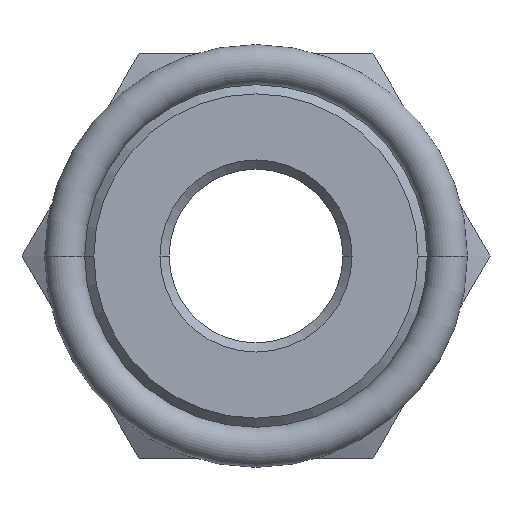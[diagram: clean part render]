
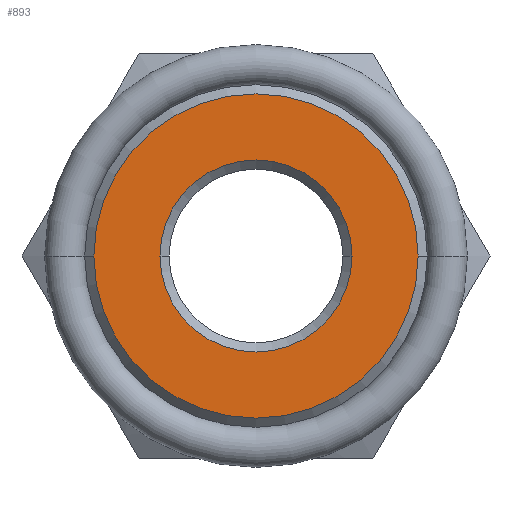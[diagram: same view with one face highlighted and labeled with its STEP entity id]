
A CAD part, front view. The second image highlights one B-rep face of the part: STEP entity #893.
In plain terms, the highlighted planar face has unit normal (0, -1, 0).
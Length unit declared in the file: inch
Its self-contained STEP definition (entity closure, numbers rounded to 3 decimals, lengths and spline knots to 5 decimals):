
#115=CARTESIAN_POINT('',(0.,0.,0.));
#116=DIRECTION('',(0.,-1.,0.));
#117=DIRECTION('',(1.,0.,0.));
#118=AXIS2_PLACEMENT_3D('',#115,#116,#117);
#124=CARTESIAN_POINT('',(0.,0.,0.));
#125=DIRECTION('',(0.,-1.,0.));
#126=DIRECTION('',(-1.,0.,0.));
#127=AXIS2_PLACEMENT_3D('',#124,#125,#126);
#132=CARTESIAN_POINT('',(0.,0.,0.));
#133=DIRECTION('',(0.,1.,0.));
#134=DIRECTION('',(1.,0.,0.));
#135=AXIS2_PLACEMENT_3D('',#132,#133,#134);
#140=CARTESIAN_POINT('',(0.,0.,0.));
#141=DIRECTION('',(0.,1.,0.));
#142=DIRECTION('',(-1.,0.,0.));
#143=AXIS2_PLACEMENT_3D('',#140,#141,#142);
#822=CARTESIAN_POINT('',(0.352,0.,0.));
#823=CARTESIAN_POINT('',(-0.352,0.,0.));
#824=VERTEX_POINT('',#822);
#825=VERTEX_POINT('',#823);
#830=CARTESIAN_POINT('',(0.2085,0.,0.));
#831=CARTESIAN_POINT('',(-0.2085,0.,0.));
#832=VERTEX_POINT('',#830);
#833=VERTEX_POINT('',#831);
#876=CARTESIAN_POINT('',(0.,0.,0.));
#877=DIRECTION('',(0.,1.,0.));
#878=DIRECTION('',(1.,0.,0.));
#879=AXIS2_PLACEMENT_3D('',#876,#877,#878);
#880=PLANE('',#879);
#882=ORIENTED_EDGE('',*,*,#881,.F.);
#884=ORIENTED_EDGE('',*,*,#883,.F.);
#885=EDGE_LOOP('',(#882,#884));
#886=FACE_OUTER_BOUND('',#885,.F.);
#888=ORIENTED_EDGE('',*,*,#887,.F.);
#890=ORIENTED_EDGE('',*,*,#889,.F.);
#891=EDGE_LOOP('',(#888,#890));
#892=FACE_BOUND('',#891,.F.);
#893=ADVANCED_FACE('',(#886,#892),#880,.F.);
#119=CIRCLE('',#118,0.352);
#128=CIRCLE('',#127,0.352);
#136=CIRCLE('',#135,0.2085);
#144=CIRCLE('',#143,0.2085);
#881=EDGE_CURVE('',#824,#825,#119,.T.);
#883=EDGE_CURVE('',#825,#824,#128,.T.);
#887=EDGE_CURVE('',#832,#833,#136,.T.);
#889=EDGE_CURVE('',#833,#832,#144,.T.);
